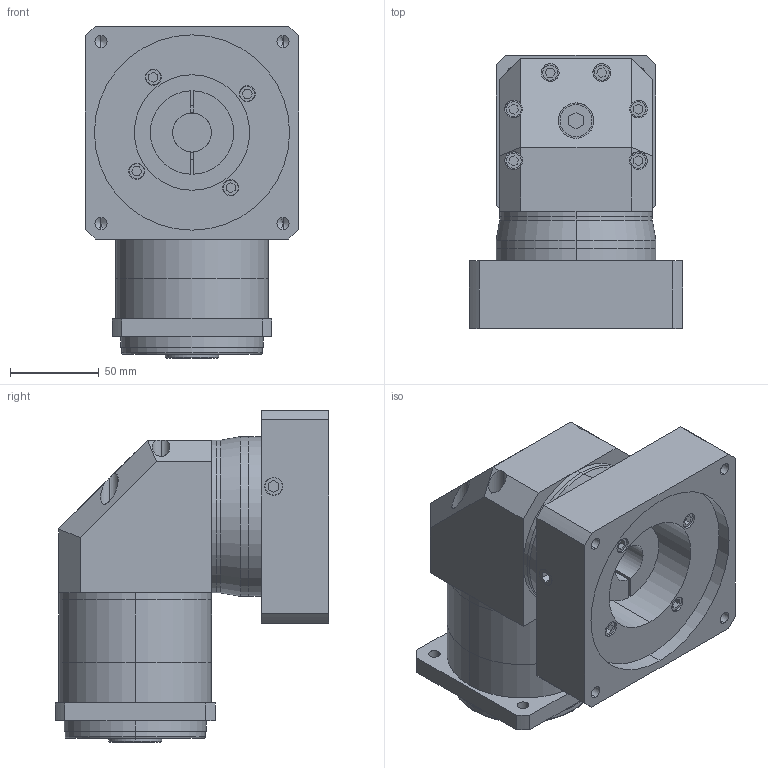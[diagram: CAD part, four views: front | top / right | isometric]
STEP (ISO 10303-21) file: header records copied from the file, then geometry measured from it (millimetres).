
FILE_DESCRIPTION (( 'STEP AP214' ), '1' );
FILE_NAME ('VGZK85单级模型-T（22-55 110-5 4-9-145）.STEP', '2018-11-14T07:40:58', ( 'Windows' ), ( 'Microsoft' ), 'SwSTEP 2.0', 'SolidWorks 2016', '' );
FILE_SCHEMA (( 'AUTOMOTIVE_DESIGN' ));
Length unit declared in the file: millimetre
Products named in the file (1): VGZK85单级模型-T（22-55 110-5 4-9-145）
Bounding box: 120 x 154 x 187 mm (x, y, z)
Volume: 1501182.4 mm3; surface area: 188083.8 mm2
Topology: 5 solids, 5 shells, 325 faces, 756 edges, 489 vertices
Faces by surface type: plane 184, cylinder 127, cone 10, torus 4
Entity records: 9326 total; most frequent: DIRECTION 1646, CARTESIAN_POINT 1617, ORIENTED_EDGE 1496, EDGE_CURVE 748, AXIS2_PLACEMENT_3D 590, VERTEX_POINT 489, LINE 466, VECTOR 466
